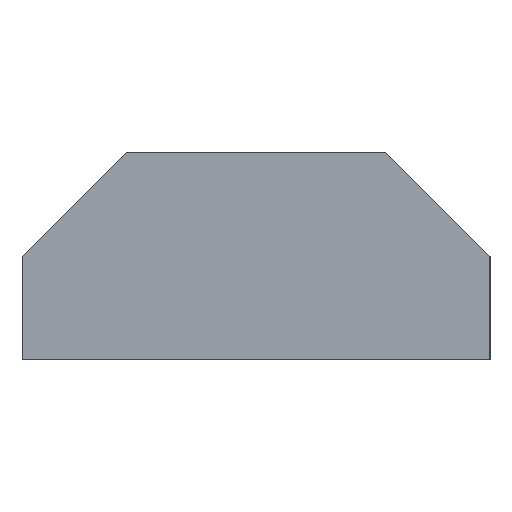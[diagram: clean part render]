
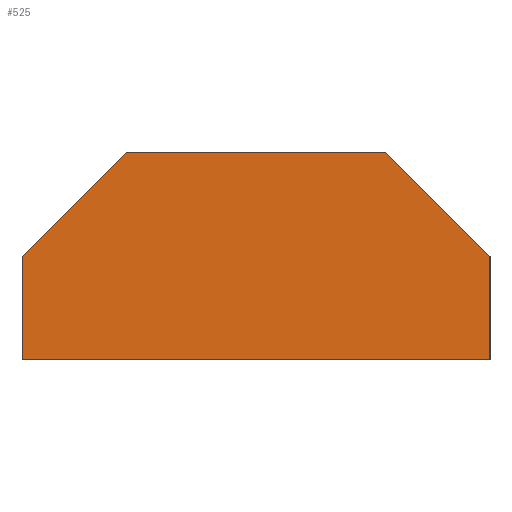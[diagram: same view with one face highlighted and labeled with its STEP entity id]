
A CAD part, left-side view. The second image highlights one B-rep face of the part: STEP entity #525.
In plain terms, the highlighted planar face has unit normal (-1, 0, 0).
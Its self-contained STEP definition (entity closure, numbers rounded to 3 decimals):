
#15 = FACE_OUTER_BOUND ( 'NONE', #478, .T. ) ;
#37 = VECTOR ( 'NONE', #315, 1000. ) ;
#42 = LINE ( 'NONE', #455, #56 ) ;
#56 = VECTOR ( 'NONE', #397, 1000. ) ;
#83 = EDGE_CURVE ( 'NONE', #493, #490, #258, .T. ) ;
#84 = EDGE_CURVE ( 'NONE', #493, #498, #254, .T. ) ;
#91 = EDGE_CURVE ( 'NONE', #501, #485, #261, .T. ) ;
#94 = EDGE_CURVE ( 'NONE', #498, #500, #271, .T. ) ;
#106 = EDGE_CURVE ( 'NONE', #500, #485, #218, .T. ) ;
#107 = EDGE_CURVE ( 'NONE', #501, #490, #42, .T. ) ;
#118 = AXIS2_PLACEMENT_3D ( 'NONE', #460, #387, #391 ) ;
#154 = ORIENTED_EDGE ( 'NONE', *, *, #83, .F. ) ;
#193 = ORIENTED_EDGE ( 'NONE', *, *, #106, .T. ) ;
#194 = ORIENTED_EDGE ( 'NONE', *, *, #94, .T. ) ;
#211 = ORIENTED_EDGE ( 'NONE', *, *, #107, .T. ) ;
#216 = ORIENTED_EDGE ( 'NONE', *, *, #91, .F. ) ;
#218 = LINE ( 'NONE', #309, #37 ) ;
#235 = ORIENTED_EDGE ( 'NONE', *, *, #84, .T. ) ;
#254 = LINE ( 'NONE', #330, #262 ) ;
#256 = VECTOR ( 'NONE', #337, 1000. ) ;
#258 = LINE ( 'NONE', #338, #256 ) ;
#261 = LINE ( 'NONE', #314, #269 ) ;
#262 = VECTOR ( 'NONE', #326, 1000. ) ;
#264 = VECTOR ( 'NONE', #300, 1000. ) ;
#269 = VECTOR ( 'NONE', #307, 1000. ) ;
#271 = LINE ( 'NONE', #304, #264 ) ;
#285 = CARTESIAN_POINT ( 'NONE',  ( -30., -4.5, 0. ) ) ;
#300 = DIRECTION ( 'NONE',  ( 0., 0., -1. ) ) ;
#304 = CARTESIAN_POINT ( 'NONE',  ( -30., 4.5, 4. ) ) ;
#307 = DIRECTION ( 'NONE',  ( 0., 0., -1. ) ) ;
#309 = CARTESIAN_POINT ( 'NONE',  ( -30., -4.5, 0. ) ) ;
#314 = CARTESIAN_POINT ( 'NONE',  ( -30., -4.5, 4. ) ) ;
#315 = DIRECTION ( 'NONE',  ( 0., -1., 0. ) ) ;
#326 = DIRECTION ( 'NONE',  ( 0., 0.707, -0.707 ) ) ;
#330 = CARTESIAN_POINT ( 'NONE',  ( -30., 2.5, 4. ) ) ;
#337 = DIRECTION ( 'NONE',  ( 0., -1., 0. ) ) ;
#338 = CARTESIAN_POINT ( 'NONE',  ( -30., -4.5, 4. ) ) ;
#378 = CARTESIAN_POINT ( 'NONE',  ( -30., 4.5, 0. ) ) ;
#387 = DIRECTION ( 'NONE',  ( 1., 0., 0. ) ) ;
#391 = DIRECTION ( 'NONE',  ( 0., 0., -1. ) ) ;
#397 = DIRECTION ( 'NONE',  ( 0., 0.707, 0.707 ) ) ;
#401 = PLANE ( 'NONE',  #118 ) ;
#415 = CARTESIAN_POINT ( 'NONE',  ( -30., 2.5, 4. ) ) ;
#431 = CARTESIAN_POINT ( 'NONE',  ( -30., -4.5, 2. ) ) ;
#442 = CARTESIAN_POINT ( 'NONE',  ( -30., 4.5, 2. ) ) ;
#455 = CARTESIAN_POINT ( 'NONE',  ( -30., -2.5, 4. ) ) ;
#460 = CARTESIAN_POINT ( 'NONE',  ( -30., -4.5, 4. ) ) ;
#463 = CARTESIAN_POINT ( 'NONE',  ( -30., -2.5, 4. ) ) ;
#478 = EDGE_LOOP ( 'NONE', ( #154, #235, #194, #193, #216, #211 ) ) ;
#485 = VERTEX_POINT ( 'NONE', #285 ) ;
#490 = VERTEX_POINT ( 'NONE', #463 ) ;
#493 = VERTEX_POINT ( 'NONE', #415 ) ;
#498 = VERTEX_POINT ( 'NONE', #442 ) ;
#500 = VERTEX_POINT ( 'NONE', #378 ) ;
#501 = VERTEX_POINT ( 'NONE', #431 ) ;
#525 = ADVANCED_FACE ( 'NONE', ( #15 ), #401, .F. ) ;
